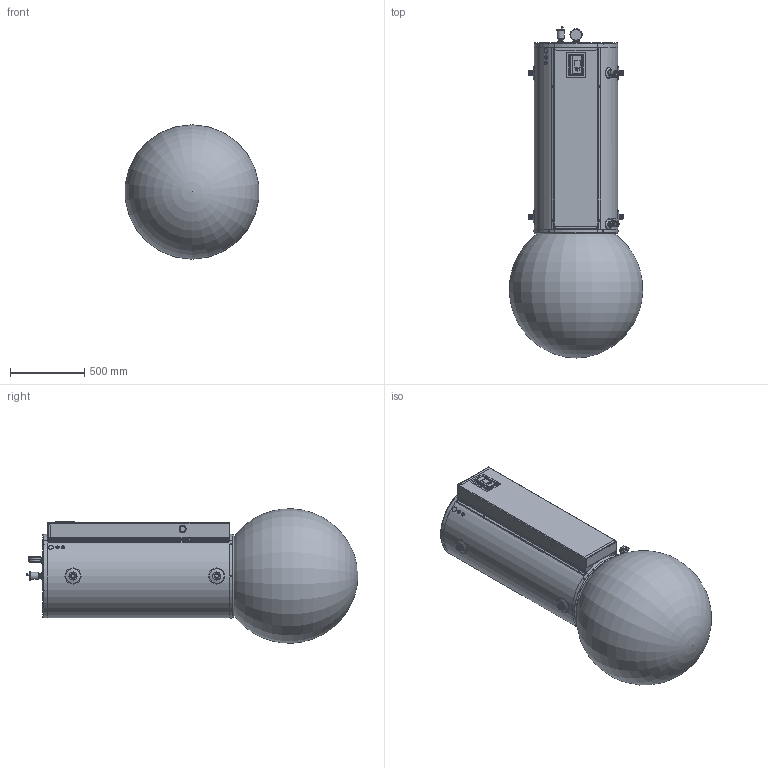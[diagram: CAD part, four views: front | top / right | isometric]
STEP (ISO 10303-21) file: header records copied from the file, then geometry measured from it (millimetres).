
FILE_DESCRIPTION (( 'STEP AP214' ), '1' );
FILE_NAME ('AltSource 50-No Coils.STEP', '2020-08-10T15:26:29', ( '' ), ( '' ), 'SwSTEP 2.0', 'SolidWorks 2020', '' );
FILE_SCHEMA (( 'AUTOMOTIVE_DESIGN' ));
Length unit declared in the file: inch
Products named in the file (1): AltSource 50-No Coils
Bounding box: 895.74 x 2230.21 x 902.32 mm (x, y, z)
Volume: 14901573.5 mm3; surface area: 12683091.5 mm2
Topology: 59 solids, 66 shells, 2266 faces, 5173 edges, 3083 vertices
Faces by surface type: plane 873, cylinder 604, cone 555, bspline 129, torus 72, sphere 33
Full cylindrical faces by diameter (mm): 2.381 x1, 3.566 x143, 4.762 x8, 4.826 x13, 5.08 x2, 5.105 x9, 7.937 x1, 9.474 x13, 11.113 x1, 12.065 x1, 12.7 x1, 13.97 x1, 14.097 x1, 14.288 x1, 15.037 x1, 19.05 x72, 20.93 x1, 20.955 x2, 21.59 x2, 22.225 x3, 23.012 x3, 25.4 x4, 26.645 x4, 26.67 x1, 30.353 x1, 32.131 x1, 32.69 x1, 33.338 x5, 33.401 x4, 33.655 x1
Entity records: 119460 total; most frequent: CARTESIAN_POINT 43166, DIRECTION 9530, ORIENTED_EDGE 8412, EDGE_CURVE 4206, AXIS2_PLACEMENT_3D 3781, EDGE_LOOP 3316, VERTEX_POINT 3010, FACE_OUTER_BOUND 2637
